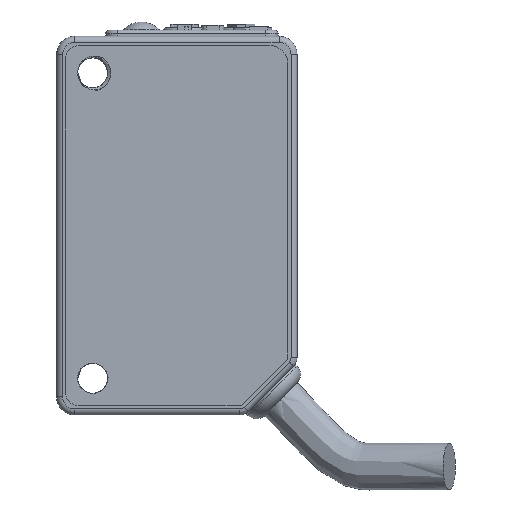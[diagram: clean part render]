
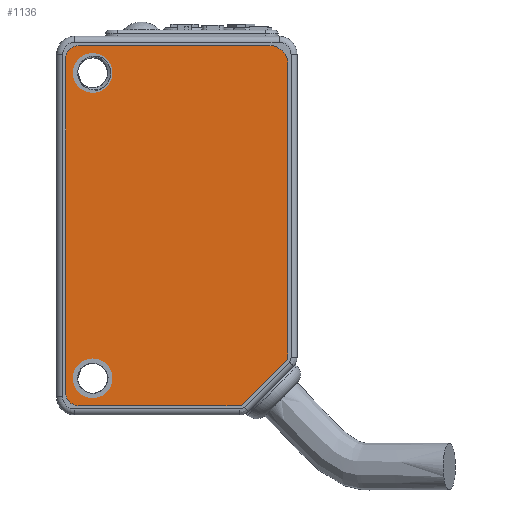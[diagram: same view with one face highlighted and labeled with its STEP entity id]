
A CAD part, left-side view. The second image highlights one B-rep face of the part: STEP entity #1136.
In plain terms, the highlighted planar face has unit normal (-1, 0, 0).
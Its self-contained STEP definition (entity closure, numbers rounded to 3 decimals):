
#902=B_SPLINE_CURVE_WITH_KNOTS('',3,(#5578,#5579,#5580,#5581),
 .UNSPECIFIED.,.F.,.F.,(4,4),(0.,1.),.UNSPECIFIED.);
#903=B_SPLINE_CURVE_WITH_KNOTS('',3,(#5584,#5585,#5586,#5587),
 .UNSPECIFIED.,.F.,.F.,(4,4),(0.,1.),.UNSPECIFIED.);
#904=B_SPLINE_CURVE_WITH_KNOTS('',3,(#5589,#5590,#5591,#5592),
 .UNSPECIFIED.,.F.,.F.,(4,4),(0.,1.),.UNSPECIFIED.);
#905=B_SPLINE_CURVE_WITH_KNOTS('',3,(#5594,#5595,#5596,#5597),
 .UNSPECIFIED.,.F.,.F.,(4,4),(0.,1.),.UNSPECIFIED.);
#906=B_SPLINE_CURVE_WITH_KNOTS('',3,(#5599,#5600,#5601,#5602),
 .UNSPECIFIED.,.F.,.F.,(4,4),(0.,1.),.UNSPECIFIED.);
#907=B_SPLINE_CURVE_WITH_KNOTS('',3,(#5604,#5605,#5606,#5607),
 .UNSPECIFIED.,.F.,.F.,(4,4),(0.,1.),.UNSPECIFIED.);
#908=B_SPLINE_CURVE_WITH_KNOTS('',3,(#5609,#5610,#5611,#5612),
 .UNSPECIFIED.,.F.,.F.,(4,4),(0.,1.),.UNSPECIFIED.);
#909=B_SPLINE_CURVE_WITH_KNOTS('',3,(#5614,#5615,#5616,#5617),
 .UNSPECIFIED.,.F.,.F.,(4,4),(0.,1.),.UNSPECIFIED.);
#1136=ADVANCED_FACE('',(#1373,#1374,#1375),#1281,.T.);
#1281=PLANE('',#4443);
#1373=FACE_BOUND('',#1550,.T.);
#1374=FACE_BOUND('',#1551,.T.);
#1375=FACE_BOUND('',#1552,.T.);
#1550=EDGE_LOOP('',(#2848));
#1551=EDGE_LOOP('',(#2849,#2850,#2851,#2852,#2853,#2854,#2855,#2856));
#1552=EDGE_LOOP('',(#2857));
#2848=ORIENTED_EDGE('',*,*,#3927,.F.);
#2849=ORIENTED_EDGE('',*,*,#3599,.F.);
#2850=ORIENTED_EDGE('',*,*,#3598,.F.);
#2851=ORIENTED_EDGE('',*,*,#3605,.F.);
#2852=ORIENTED_EDGE('',*,*,#3604,.F.);
#2853=ORIENTED_EDGE('',*,*,#3603,.F.);
#2854=ORIENTED_EDGE('',*,*,#3602,.F.);
#2855=ORIENTED_EDGE('',*,*,#3601,.F.);
#2856=ORIENTED_EDGE('',*,*,#3600,.F.);
#2857=ORIENTED_EDGE('',*,*,#3925,.F.);
#3255=VERTEX_POINT('',#5582);
#3256=VERTEX_POINT('',#5583);
#3257=VERTEX_POINT('',#5588);
#3258=VERTEX_POINT('',#5593);
#3259=VERTEX_POINT('',#5598);
#3260=VERTEX_POINT('',#5603);
#3261=VERTEX_POINT('',#5608);
#3262=VERTEX_POINT('',#5613);
#3470=VERTEX_POINT('',#7235);
#3472=VERTEX_POINT('',#7240);
#3598=EDGE_CURVE('',#3255,#3256,#902,.T.);
#3599=EDGE_CURVE('',#3256,#3257,#903,.T.);
#3600=EDGE_CURVE('',#3257,#3258,#904,.T.);
#3601=EDGE_CURVE('',#3258,#3259,#905,.T.);
#3602=EDGE_CURVE('',#3259,#3260,#906,.T.);
#3603=EDGE_CURVE('',#3260,#3261,#907,.T.);
#3604=EDGE_CURVE('',#3261,#3262,#908,.T.);
#3605=EDGE_CURVE('',#3262,#3255,#909,.T.);
#3925=EDGE_CURVE('',#3470,#3470,#4199,.T.);
#3927=EDGE_CURVE('',#3472,#3472,#4201,.T.);
#4199=CIRCLE('',#4438,1.65);
#4201=CIRCLE('',#4441,1.65);
#4438=AXIS2_PLACEMENT_3D('',#7234,#5129,#5130);
#4441=AXIS2_PLACEMENT_3D('',#7239,#5135,#5136);
#4443=AXIS2_PLACEMENT_3D('',#7242,#5139,#5140);
#5129=DIRECTION('',(-1.,0.,0.));
#5130=DIRECTION('',(0.,0.,1.));
#5135=DIRECTION('',(-1.,0.,0.));
#5136=DIRECTION('',(0.,0.,1.));
#5139=DIRECTION('',(-1.,0.,0.));
#5140=DIRECTION('',(0.,-1.,0.));
#5578=CARTESIAN_POINT('',(-10.35,-60.544,-14.978));
#5579=CARTESIAN_POINT('',(-10.35,-56.03,-14.978));
#5580=CARTESIAN_POINT('',(-10.35,-51.515,-14.978));
#5581=CARTESIAN_POINT('',(-10.35,-47.,-14.978));
#5582=CARTESIAN_POINT('',(-10.35,-60.544,-14.978));
#5583=CARTESIAN_POINT('',(-10.35,-47.,-14.978));
#5584=CARTESIAN_POINT('',(-10.35,-47.,-14.978));
#5585=CARTESIAN_POINT('',(-10.35,-46.454,-14.977));
#5586=CARTESIAN_POINT('',(-10.35,-45.973,-14.497));
#5587=CARTESIAN_POINT('',(-10.35,-45.972,-13.95));
#5588=CARTESIAN_POINT('',(-10.35,-45.972,-13.95));
#5589=CARTESIAN_POINT('',(-10.35,-45.972,-13.95));
#5590=CARTESIAN_POINT('',(-10.35,-45.972,-4.65));
#5591=CARTESIAN_POINT('',(-10.35,-45.972,4.65));
#5592=CARTESIAN_POINT('',(-10.35,-45.972,13.95));
#5593=CARTESIAN_POINT('',(-10.35,-45.972,13.95));
#5594=CARTESIAN_POINT('',(-10.35,-45.972,13.95));
#5595=CARTESIAN_POINT('',(-10.35,-45.973,14.496));
#5596=CARTESIAN_POINT('',(-10.35,-46.453,14.977));
#5597=CARTESIAN_POINT('',(-10.35,-47.,14.978));
#5598=CARTESIAN_POINT('',(-10.35,-47.,14.978));
#5599=CARTESIAN_POINT('',(-10.35,-47.,14.978));
#5600=CARTESIAN_POINT('',(-10.35,-52.317,14.978));
#5601=CARTESIAN_POINT('',(-10.35,-57.633,14.978));
#5602=CARTESIAN_POINT('',(-10.35,-62.95,14.978));
#5603=CARTESIAN_POINT('',(-10.35,-62.95,14.978));
#5604=CARTESIAN_POINT('',(-10.35,-62.95,14.978));
#5605=CARTESIAN_POINT('',(-10.35,-63.735,14.977));
#5606=CARTESIAN_POINT('',(-10.35,-64.427,14.286));
#5607=CARTESIAN_POINT('',(-10.35,-64.428,13.5));
#5608=CARTESIAN_POINT('',(-10.35,-64.428,13.5));
#5609=CARTESIAN_POINT('',(-10.35,-64.428,13.5));
#5610=CARTESIAN_POINT('',(-10.35,-64.428,5.302));
#5611=CARTESIAN_POINT('',(-10.35,-64.428,-2.896));
#5612=CARTESIAN_POINT('',(-10.35,-64.428,-11.094));
#5613=CARTESIAN_POINT('',(-10.35,-64.428,-11.094));
#5614=CARTESIAN_POINT('',(-10.35,-64.428,-11.094));
#5615=CARTESIAN_POINT('',(-10.35,-63.133,-12.389));
#5616=CARTESIAN_POINT('',(-10.35,-61.839,-13.683));
#5617=CARTESIAN_POINT('',(-10.35,-60.544,-14.978));
#7234=CARTESIAN_POINT('',(-10.35,-48.2,12.7));
#7235=CARTESIAN_POINT('',(-10.35,-48.2,14.35));
#7239=CARTESIAN_POINT('',(-10.35,-48.2,-12.7));
#7240=CARTESIAN_POINT('',(-10.35,-48.2,-11.05));
#7242=CARTESIAN_POINT('',(-10.35,214.939,226.286));
